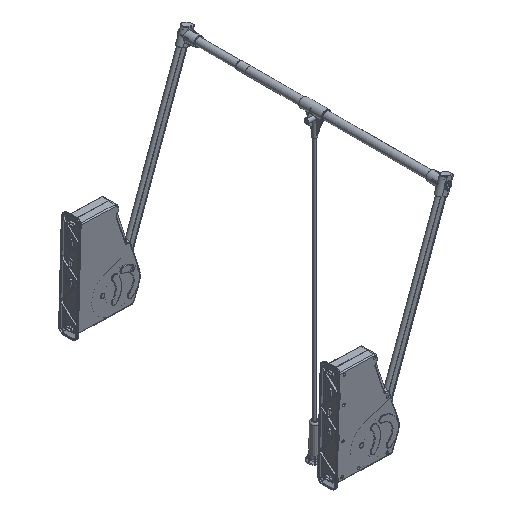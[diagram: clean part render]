
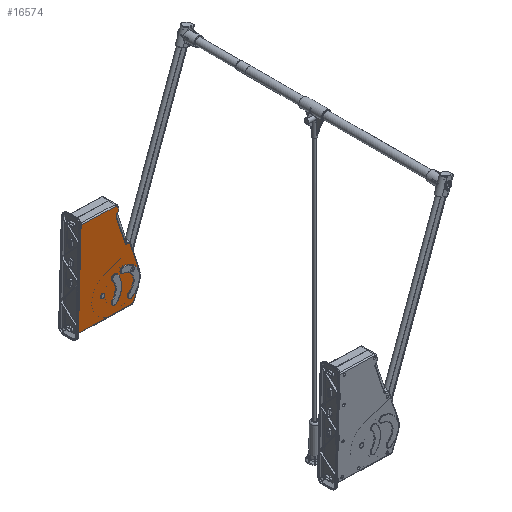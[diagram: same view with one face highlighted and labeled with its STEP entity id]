
A CAD part, isometric view. The second image highlights one B-rep face of the part: STEP entity #16574.
In plain terms, the highlighted face is planar.
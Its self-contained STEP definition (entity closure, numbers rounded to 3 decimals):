
#812=ELLIPSE('',#18159,8.485,6.);
#813=ELLIPSE('',#18160,8.485,6.);
#1629=LINE('',#34496,#2558);
#1630=LINE('',#34501,#2559);
#1631=LINE('',#34503,#2560);
#1632=LINE('',#34505,#2561);
#1633=LINE('',#34509,#2562);
#1634=LINE('',#34513,#2563);
#1635=LINE('',#34515,#2564);
#1636=LINE('',#34519,#2565);
#1637=LINE('',#34523,#2566);
#2558=VECTOR('',#22029,1000.);
#2559=VECTOR('',#22032,1000.);
#2560=VECTOR('',#22033,1000.);
#2561=VECTOR('',#22034,1000.);
#2562=VECTOR('',#22037,1000.);
#2563=VECTOR('',#22040,1000.);
#2564=VECTOR('',#22041,1000.);
#2565=VECTOR('',#22044,1000.);
#2566=VECTOR('',#22047,1000.);
#3012=PLANE('',#18146);
#6897=ORIENTED_EDGE('',*,*,#9388,.F.);
#6898=ORIENTED_EDGE('',*,*,#9389,.F.);
#6899=ORIENTED_EDGE('',*,*,#9390,.F.);
#6900=ORIENTED_EDGE('',*,*,#9391,.F.);
#6901=ORIENTED_EDGE('',*,*,#9392,.F.);
#6902=ORIENTED_EDGE('',*,*,#9393,.F.);
#6903=ORIENTED_EDGE('',*,*,#9394,.F.);
#6904=ORIENTED_EDGE('',*,*,#9395,.F.);
#6905=ORIENTED_EDGE('',*,*,#9396,.F.);
#6906=ORIENTED_EDGE('',*,*,#9397,.F.);
#6907=ORIENTED_EDGE('',*,*,#9398,.F.);
#6908=ORIENTED_EDGE('',*,*,#9399,.F.);
#6909=ORIENTED_EDGE('',*,*,#9400,.T.);
#6910=ORIENTED_EDGE('',*,*,#9401,.F.);
#6911=ORIENTED_EDGE('',*,*,#9402,.F.);
#6912=ORIENTED_EDGE('',*,*,#9403,.F.);
#6913=ORIENTED_EDGE('',*,*,#9404,.F.);
#6914=ORIENTED_EDGE('',*,*,#9405,.F.);
#6915=ORIENTED_EDGE('',*,*,#9406,.F.);
#6916=ORIENTED_EDGE('',*,*,#9407,.T.);
#6917=ORIENTED_EDGE('',*,*,#9408,.F.);
#6918=ORIENTED_EDGE('',*,*,#9409,.T.);
#6919=ORIENTED_EDGE('',*,*,#9410,.F.);
#9388=EDGE_CURVE('',#10891,#10892,#11723,.T.);
#9389=EDGE_CURVE('',#10893,#10891,#11724,.T.);
#9390=EDGE_CURVE('',#10894,#10893,#11725,.T.);
#9391=EDGE_CURVE('',#10892,#10894,#11726,.T.);
#9392=EDGE_CURVE('',#10895,#10896,#11727,.T.);
#9393=EDGE_CURVE('',#10897,#10895,#11728,.T.);
#9394=EDGE_CURVE('',#10898,#10897,#11729,.T.);
#9395=EDGE_CURVE('',#10896,#10898,#11730,.T.);
#9396=EDGE_CURVE('',#10899,#10899,#11731,.T.);
#9397=EDGE_CURVE('',#10900,#10901,#1629,.F.);
#9398=EDGE_CURVE('',#10902,#10900,#11732,.F.);
#9399=EDGE_CURVE('',#10903,#10902,#1630,.F.);
#9400=EDGE_CURVE('',#10903,#10904,#1631,.T.);
#9401=EDGE_CURVE('',#10905,#10904,#1632,.F.);
#9402=EDGE_CURVE('',#10906,#10905,#11733,.F.);
#9403=EDGE_CURVE('',#10907,#10906,#1633,.F.);
#9404=EDGE_CURVE('',#10908,#10907,#11734,.F.);
#9405=EDGE_CURVE('',#10909,#10908,#1634,.F.);
#9406=EDGE_CURVE('',#10910,#10909,#1635,.F.);
#9407=EDGE_CURVE('',#10910,#10911,#812,.F.);
#9408=EDGE_CURVE('',#10912,#10911,#1636,.F.);
#9409=EDGE_CURVE('',#10912,#10913,#813,.F.);
#9410=EDGE_CURVE('',#10901,#10913,#1637,.F.);
#10891=VERTEX_POINT('',#34479);
#10892=VERTEX_POINT('',#34480);
#10893=VERTEX_POINT('',#34482);
#10894=VERTEX_POINT('',#34484);
#10895=VERTEX_POINT('',#34487);
#10896=VERTEX_POINT('',#34488);
#10897=VERTEX_POINT('',#34490);
#10898=VERTEX_POINT('',#34492);
#10899=VERTEX_POINT('',#34495);
#10900=VERTEX_POINT('',#34497);
#10901=VERTEX_POINT('',#34498);
#10902=VERTEX_POINT('',#34500);
#10903=VERTEX_POINT('',#34502);
#10904=VERTEX_POINT('',#34504);
#10905=VERTEX_POINT('',#34506);
#10906=VERTEX_POINT('',#34508);
#10907=VERTEX_POINT('',#34510);
#10908=VERTEX_POINT('',#34512);
#10909=VERTEX_POINT('',#34514);
#10910=VERTEX_POINT('',#34516);
#10911=VERTEX_POINT('',#34518);
#10912=VERTEX_POINT('',#34520);
#10913=VERTEX_POINT('',#34522);
#11723=CIRCLE('',#18147,55.496);
#11724=CIRCLE('',#18148,9.);
#11725=CIRCLE('',#18149,37.496);
#11726=CIRCLE('',#18150,9.);
#11727=CIRCLE('',#18151,49.999);
#11728=CIRCLE('',#18152,9.);
#11729=CIRCLE('',#18153,31.999);
#11730=CIRCLE('',#18154,9.);
#11731=CIRCLE('',#18155,6.534);
#11732=CIRCLE('',#18156,4.);
#11733=CIRCLE('',#18157,4.);
#11734=CIRCLE('',#18158,52.);
#12767=EDGE_LOOP('',(#6897,#6898,#6899,#6900));
#12768=EDGE_LOOP('',(#6901,#6902,#6903,#6904));
#12769=EDGE_LOOP('',(#6905));
#12770=EDGE_LOOP('',(#6906,#6907,#6908,#6909,#6910,#6911,#6912,#6913,#6914,
#6915,#6916,#6917,#6918,#6919));
#13842=FACE_BOUND('',#12767,.T.);
#13843=FACE_BOUND('',#12768,.T.);
#13844=FACE_BOUND('',#12769,.T.);
#13845=FACE_BOUND('',#12770,.T.);
#16574=ADVANCED_FACE('',(#13842,#13843,#13844,#13845),#3012,.F.);
#18146=AXIS2_PLACEMENT_3D('',#34477,#22009,#22010);
#18147=AXIS2_PLACEMENT_3D('',#34478,#22011,#22012);
#18148=AXIS2_PLACEMENT_3D('',#34481,#22013,#22014);
#18149=AXIS2_PLACEMENT_3D('',#34483,#22015,#22016);
#18150=AXIS2_PLACEMENT_3D('',#34485,#22017,#22018);
#18151=AXIS2_PLACEMENT_3D('',#34486,#22019,#22020);
#18152=AXIS2_PLACEMENT_3D('',#34489,#22021,#22022);
#18153=AXIS2_PLACEMENT_3D('',#34491,#22023,#22024);
#18154=AXIS2_PLACEMENT_3D('',#34493,#22025,#22026);
#18155=AXIS2_PLACEMENT_3D('',#34494,#22027,#22028);
#18156=AXIS2_PLACEMENT_3D('',#34499,#22030,#22031);
#18157=AXIS2_PLACEMENT_3D('',#34507,#22035,#22036);
#18158=AXIS2_PLACEMENT_3D('',#34511,#22038,#22039);
#18159=AXIS2_PLACEMENT_3D('',#34517,#22042,#22043);
#18160=AXIS2_PLACEMENT_3D('',#34521,#22045,#22046);
#22009=DIRECTION('',(0.,0.,1.));
#22010=DIRECTION('',(1.,0.,0.));
#22011=DIRECTION('',(0.,0.,-1.));
#22012=DIRECTION('',(1.,0.,0.));
#22013=DIRECTION('',(0.,0.,-1.));
#22014=DIRECTION('',(-1.,0.,0.));
#22015=DIRECTION('',(0.,0.,1.));
#22016=DIRECTION('',(1.,0.,0.));
#22017=DIRECTION('',(0.,0.,-1.));
#22018=DIRECTION('',(1.,0.,0.));
#22019=DIRECTION('',(0.,0.,-1.));
#22020=DIRECTION('',(1.,0.,0.));
#22021=DIRECTION('',(0.,0.,-1.));
#22022=DIRECTION('',(-1.,0.,0.));
#22023=DIRECTION('',(0.,0.,1.));
#22024=DIRECTION('',(1.,0.,0.));
#22025=DIRECTION('',(0.,0.,-1.));
#22026=DIRECTION('',(1.,0.,0.));
#22027=DIRECTION('',(0.,0.,-1.));
#22028=DIRECTION('',(1.,0.,0.));
#22029=DIRECTION('',(-0.94,0.34,0.));
#22030=DIRECTION('',(0.,0.,-1.));
#22031=DIRECTION('',(1.,0.,0.));
#22032=DIRECTION('',(0.,1.,0.));
#22033=DIRECTION('',(1.,0.,0.));
#22034=DIRECTION('',(0.,-1.,0.));
#22035=DIRECTION('',(0.,0.,-1.));
#22036=DIRECTION('',(1.,0.,0.));
#22037=DIRECTION('',(-0.936,-0.353,0.));
#22038=DIRECTION('',(0.,0.,-1.));
#22039=DIRECTION('',(1.,0.,0.));
#22040=DIRECTION('',(-0.94,0.34,0.));
#22041=DIRECTION('',(-0.265,0.964,0.));
#22042=DIRECTION('',(0.,0.,-1.));
#22043=DIRECTION('',(0.34,0.94,0.));
#22044=DIRECTION('',(-0.94,0.34,0.));
#22045=DIRECTION('',(0.,0.,-1.));
#22046=DIRECTION('',(0.34,0.94,0.));
#22047=DIRECTION('',(-0.821,-0.571,0.));
#34477=CARTESIAN_POINT('',(77.,-75.,-575.));
#34478=CARTESIAN_POINT('',(75.,-16.,-575.));
#34479=CARTESIAN_POINT('',(111.123,-58.13,-575.));
#34480=CARTESIAN_POINT('',(38.877,-58.13,-575.));
#34481=CARTESIAN_POINT('',(105.265,-51.297,-575.));
#34482=CARTESIAN_POINT('',(99.407,-44.465,-575.));
#34483=CARTESIAN_POINT('',(75.,-16.,-575.));
#34484=CARTESIAN_POINT('',(50.593,-44.465,-575.));
#34485=CARTESIAN_POINT('',(44.735,-51.297,-575.));
#34486=CARTESIAN_POINT('',(77.,-75.,-575.));
#34487=CARTESIAN_POINT('',(117.354,-104.519,-575.));
#34488=CARTESIAN_POINT('',(27.007,-75.773,-575.));
#34489=CARTESIAN_POINT('',(110.09,-99.206,-575.));
#34490=CARTESIAN_POINT('',(102.826,-93.892,-575.));
#34491=CARTESIAN_POINT('',(77.,-75.,-575.));
#34492=CARTESIAN_POINT('',(45.005,-75.495,-575.));
#34493=CARTESIAN_POINT('',(36.006,-75.634,-575.));
#34494=CARTESIAN_POINT('',(75.,-16.,-575.));
#34495=CARTESIAN_POINT('',(81.534,-16.,-575.));
#34496=CARTESIAN_POINT('',(59.313,-123.9,-575.));
#34497=CARTESIAN_POINT('',(-134.361,-53.85,-575.));
#34498=CARTESIAN_POINT('',(-122.984,-57.964,-575.));
#34499=CARTESIAN_POINT('',(-133.,-50.088,-575.));
#34500=CARTESIAN_POINT('',(-137.,-50.088,-575.));
#34501=CARTESIAN_POINT('',(-137.,-75.,-575.));
#34502=CARTESIAN_POINT('',(-137.,55.,-575.));
#34503=CARTESIAN_POINT('',(-140.,55.,-575.));
#34504=CARTESIAN_POINT('',(137.,55.,-575.));
#34505=CARTESIAN_POINT('',(137.,-75.,-575.));
#34506=CARTESIAN_POINT('',(137.,-105.161,-575.));
#34507=CARTESIAN_POINT('',(133.,-105.161,-575.));
#34508=CARTESIAN_POINT('',(134.413,-108.903,-575.));
#34509=CARTESIAN_POINT('',(95.371,-123.647,-575.));
#34510=CARTESIAN_POINT('',(95.371,-123.647,-575.));
#34511=CARTESIAN_POINT('',(77.,-75.,-575.));
#34512=CARTESIAN_POINT('',(59.313,-123.9,-575.));
#34513=CARTESIAN_POINT('',(59.313,-123.9,-575.));
#34514=CARTESIAN_POINT('',(-21.907,-94.523,-575.));
#34515=CARTESIAN_POINT('',(-22.232,-93.342,-575.));
#34516=CARTESIAN_POINT('',(-24.775,-84.098,-575.));
#34517=CARTESIAN_POINT('',(-30.805,-88.297,-575.));
#34518=CARTESIAN_POINT('',(-27.919,-80.318,-575.));
#34519=CARTESIAN_POINT('',(-26.75,-80.74,-575.));
#34520=CARTESIAN_POINT('',(-109.276,-50.892,-575.));
#34521=CARTESIAN_POINT('',(-112.162,-58.871,-575.));
#34522=CARTESIAN_POINT('',(-114.111,-51.786,-575.));
#34523=CARTESIAN_POINT('',(-111.857,-50.216,-575.));
